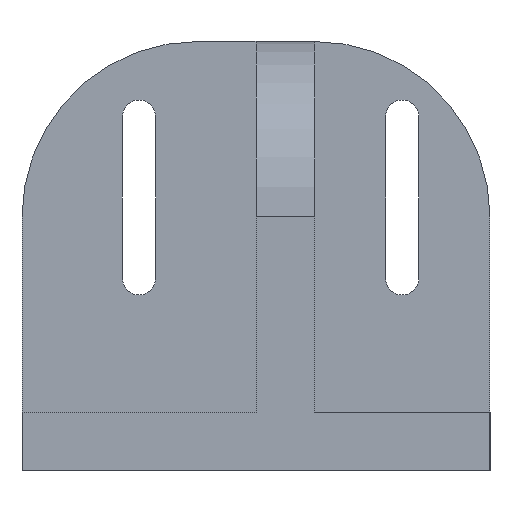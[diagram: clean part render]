
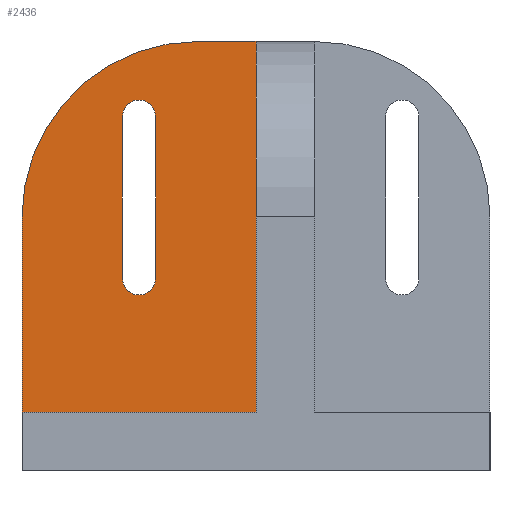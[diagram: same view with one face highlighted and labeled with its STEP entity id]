
A CAD part, left-side view. The second image highlights one B-rep face of the part: STEP entity #2436.
In plain terms, the highlighted planar face has unit normal (-1, 0, 0).
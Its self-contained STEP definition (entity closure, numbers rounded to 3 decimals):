
#1255=CIRCLE('',#2325,45.);
#1256=CIRCLE('',#2326,4.25);
#1257=CIRCLE('',#2327,4.25);
#1322=ORIENTED_EDGE('',*,*,#1800,.T.);
#1323=ORIENTED_EDGE('',*,*,#1801,.T.);
#1324=ORIENTED_EDGE('',*,*,#1793,.T.);
#1325=ORIENTED_EDGE('',*,*,#1802,.T.);
#1326=ORIENTED_EDGE('',*,*,#1803,.T.);
#1327=ORIENTED_EDGE('',*,*,#1804,.F.);
#1328=ORIENTED_EDGE('',*,*,#1805,.F.);
#1329=ORIENTED_EDGE('',*,*,#1806,.F.);
#1330=ORIENTED_EDGE('',*,*,#1807,.F.);
#1542=VECTOR('',#2086,1.);
#1546=VECTOR('',#2098,1.);
#1547=VECTOR('',#2099,1.);
#1548=VECTOR('',#2100,1.);
#1549=VECTOR('',#2105,1.);
#1550=VECTOR('',#2108,1.);
#1622=LINE('',#2540,#1542);
#1626=LINE('',#2554,#1546);
#1627=LINE('',#2555,#1547);
#1628=LINE('',#2557,#1548);
#1629=LINE('',#2563,#1549);
#1630=LINE('',#2566,#1550);
#1706=VERTEX_POINT('',#2538);
#1707=VERTEX_POINT('',#2539);
#1712=VERTEX_POINT('',#2552);
#1713=VERTEX_POINT('',#2553);
#1714=VERTEX_POINT('',#2556);
#1715=VERTEX_POINT('',#2559);
#1716=VERTEX_POINT('',#2560);
#1717=VERTEX_POINT('',#2562);
#1718=VERTEX_POINT('',#2564);
#1793=EDGE_CURVE('',#1706,#1707,#1622,.T.);
#1800=EDGE_CURVE('',#1712,#1713,#1626,.T.);
#1801=EDGE_CURVE('',#1713,#1706,#1627,.T.);
#1802=EDGE_CURVE('',#1707,#1714,#1628,.T.);
#1803=EDGE_CURVE('',#1714,#1712,#1255,.T.);
#1804=EDGE_CURVE('',#1715,#1716,#1256,.T.);
#1805=EDGE_CURVE('',#1717,#1715,#1629,.T.);
#1806=EDGE_CURVE('',#1718,#1717,#1257,.T.);
#1807=EDGE_CURVE('',#1716,#1718,#1630,.T.);
#1898=EDGE_LOOP('',(#1322,#1323,#1324,#1325,#1326));
#1899=EDGE_LOOP('',(#1327,#1328,#1329,#1330));
#1976=FACE_BOUND('',#1898,.T.);
#1977=FACE_BOUND('',#1899,.T.);
#2086=DIRECTION('',(0.,0.,95.));
#2096=DIRECTION('',(-1.,0.,0.));
#2097=DIRECTION('',(0.,1.,0.));
#2098=DIRECTION('',(0.,0.,-50.));
#2099=DIRECTION('',(0.,-60.,0.));
#2100=DIRECTION('',(0.,15.,0.));
#2101=DIRECTION('',(-1.,0.,0.));
#2102=DIRECTION('',(0.,45.,0.));
#2103=DIRECTION('',(-1.,0.,0.));
#2104=DIRECTION('',(0.,4.25,0.));
#2105=DIRECTION('',(0.,0.,-41.5));
#2106=DIRECTION('',(-1.,0.,0.));
#2107=DIRECTION('',(0.,-4.25,0.));
#2108=DIRECTION('',(0.,0.,41.5));
#2324=AXIS2_PLACEMENT_3D('',#2551,#2096,#2097);
#2325=AXIS2_PLACEMENT_3D('',#2558,#2101,#2102);
#2326=AXIS2_PLACEMENT_3D('',#2561,#2103,#2104);
#2327=AXIS2_PLACEMENT_3D('',#2565,#2106,#2107);
#2406=PLANE('',#2324);
#2436=ADVANCED_FACE('',(#1976,#1977),#2406,.T.);
#2538=CARTESIAN_POINT('',(45.,60.,15.));
#2539=CARTESIAN_POINT('',(45.,60.,110.));
#2540=CARTESIAN_POINT('',(45.,60.,15.));
#2551=CARTESIAN_POINT('',(45.,120.,15.));
#2552=CARTESIAN_POINT('',(45.,120.,65.));
#2553=CARTESIAN_POINT('',(45.,120.,15.));
#2554=CARTESIAN_POINT('',(45.,120.,65.));
#2555=CARTESIAN_POINT('',(45.,120.,15.));
#2556=CARTESIAN_POINT('',(45.,75.,110.));
#2557=CARTESIAN_POINT('',(45.,60.,110.));
#2558=CARTESIAN_POINT('',(45.,75.,65.));
#2559=CARTESIAN_POINT('',(45.,94.25,49.25));
#2560=CARTESIAN_POINT('',(45.,85.75,49.25));
#2561=CARTESIAN_POINT('',(45.,90.,49.25));
#2562=CARTESIAN_POINT('',(45.,94.25,90.75));
#2563=CARTESIAN_POINT('',(45.,94.25,90.75));
#2564=CARTESIAN_POINT('',(45.,85.75,90.75));
#2565=CARTESIAN_POINT('',(45.,90.,90.75));
#2566=CARTESIAN_POINT('',(45.,85.75,49.25));
